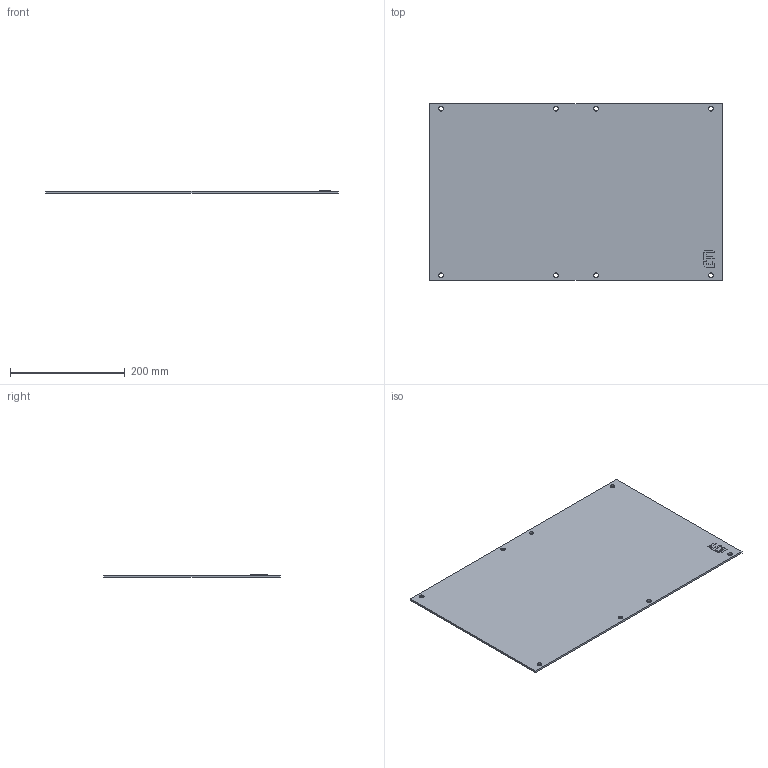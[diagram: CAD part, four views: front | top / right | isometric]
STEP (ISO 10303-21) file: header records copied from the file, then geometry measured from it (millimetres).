
FILE_DESCRIPTION((''),'2;1');
FILE_NAME('MP_SCREW_ASM','2021-04-29T',('marketing.praksa'),('Audax d.o.o.'),'CREO PARAMETRIC BY PTC INC, 2017480','CREO PARAMETRIC BY PTC INC, 2017480','');
FILE_SCHEMA(('AUTOMOTIVE_DESIGN { 1 0 10303 214 1 1 1 1 }'));
Length unit declared in the file: metre
Products named in the file (6): PRT0147_1_1_1_1_2_1_1; PRT0147_1_2_1_1_2_1_1; PRT0147_1_3_1_1_2_1_1; ASM010424_ASM; PART; MP_SCREW_ASM
Assembly tree (5 placements, depth 3):
  MP_SCREW_ASM
    ASM010424_ASM
      PRT0147_1_1_1_1_2_1_1
      PRT0147_1_2_1_1_2_1_1
      PRT0147_1_3_1_1_2_1_1
    PART
Bounding box: 510 x 308 x 3.54 mm (x, y, z)
Volume: 532743.2 mm3; surface area: 320317.3 mm2
Topology: 4 solids, 4 shells, 127 faces, 348 edges, 232 vertices
Faces by surface type: cylinder 64, plane 63
Entity records: 5870 total; most frequent: DIRECTION 758, CARTESIAN_POINT 736, ORIENTED_EDGE 696, PRESENTATION_STYLE_ASSIGNMENT 352, STYLED_ITEM 352, CURVE_STYLE 348, EDGE_CURVE 348, AXIS2_PLACEMENT_3D 269
